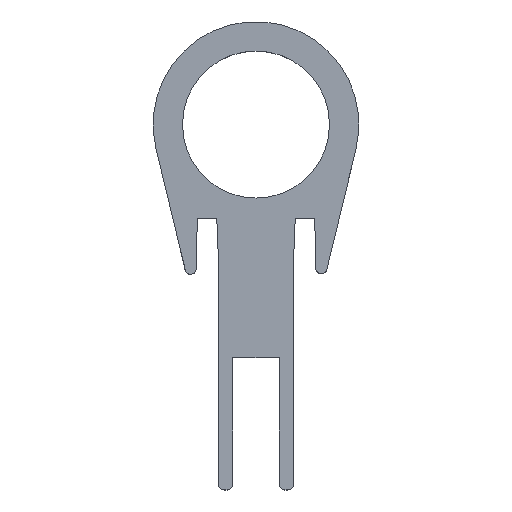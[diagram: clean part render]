
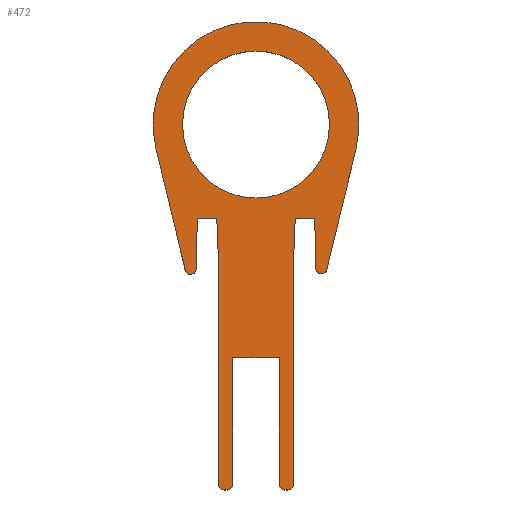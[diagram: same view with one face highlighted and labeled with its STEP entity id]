
A CAD part, top view. The second image highlights one B-rep face of the part: STEP entity #472.
In plain terms, the highlighted planar face has unit normal (0, 0, 1).
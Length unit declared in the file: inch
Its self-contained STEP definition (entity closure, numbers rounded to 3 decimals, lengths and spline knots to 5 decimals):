
#15=FACE_BOUND('',#74,.T.);
#18=CIRCLE('',#504,0.015);
#20=CIRCLE('',#508,0.015);
#21=CIRCLE('',#509,0.27559);
#22=CIRCLE('',#510,0.015);
#23=CIRCLE('',#511,0.015);
#24=CIRCLE('',#512,0.015);
#25=CIRCLE('',#513,0.015);
#26=CIRCLE('',#514,0.19685);
#48=FACE_OUTER_BOUND('',#73,.T.);
#73=EDGE_LOOP('',(#337,#338,#339,#340,#341,#342,#343,#344,#345,#346,#347,
#348,#349,#350,#351,#352,#353,#354,#355,#356,#357,#358));
#74=EDGE_LOOP('',(#359));
#97=LINE('',#684,#149);
#101=LINE('',#691,#153);
#104=LINE('',#699,#156);
#108=LINE('',#706,#160);
#111=LINE('',#718,#163);
#114=LINE('',#723,#166);
#115=LINE('',#725,#167);
#116=LINE('',#729,#168);
#117=LINE('',#733,#169);
#118=LINE('',#737,#170);
#119=LINE('',#738,#171);
#120=LINE('',#742,#172);
#121=LINE('',#746,#173);
#122=LINE('',#748,#174);
#123=LINE('',#750,#175);
#149=VECTOR('',#546,0.3937);
#153=VECTOR('',#552,0.3937);
#156=VECTOR('',#557,0.3937);
#160=VECTOR('',#563,0.3937);
#163=VECTOR('',#574,0.3937);
#166=VECTOR('',#579,0.3937);
#167=VECTOR('',#580,0.3937);
#168=VECTOR('',#583,0.3937);
#169=VECTOR('',#586,0.3937);
#170=VECTOR('',#589,0.3937);
#171=VECTOR('',#590,0.3937);
#172=VECTOR('',#593,0.3937);
#173=VECTOR('',#596,0.3937);
#174=VECTOR('',#597,0.3937);
#175=VECTOR('',#598,0.3937);
#201=VERTEX_POINT('',#681);
#202=VERTEX_POINT('',#683);
#204=VERTEX_POINT('',#689);
#207=VERTEX_POINT('',#696);
#208=VERTEX_POINT('',#698);
#210=VERTEX_POINT('',#704);
#211=VERTEX_POINT('',#708);
#212=VERTEX_POINT('',#709);
#215=VERTEX_POINT('',#717);
#217=VERTEX_POINT('',#724);
#218=VERTEX_POINT('',#726);
#219=VERTEX_POINT('',#728);
#220=VERTEX_POINT('',#730);
#221=VERTEX_POINT('',#732);
#222=VERTEX_POINT('',#734);
#223=VERTEX_POINT('',#736);
#224=VERTEX_POINT('',#739);
#225=VERTEX_POINT('',#741);
#226=VERTEX_POINT('',#743);
#227=VERTEX_POINT('',#745);
#228=VERTEX_POINT('',#747);
#229=VERTEX_POINT('',#749);
#230=VERTEX_POINT('',#752);
#247=EDGE_CURVE('',#201,#202,#97,.T.);
#251=EDGE_CURVE('',#204,#201,#101,.T.);
#254=EDGE_CURVE('',#207,#208,#104,.T.);
#258=EDGE_CURVE('',#210,#207,#108,.T.);
#259=EDGE_CURVE('',#211,#212,#18,.T.);
#263=EDGE_CURVE('',#212,#215,#111,.T.);
#266=EDGE_CURVE('',#202,#211,#114,.T.);
#267=EDGE_CURVE('',#217,#204,#115,.T.);
#268=EDGE_CURVE('',#218,#217,#20,.T.);
#269=EDGE_CURVE('',#219,#218,#116,.T.);
#270=EDGE_CURVE('',#220,#219,#21,.T.);
#271=EDGE_CURVE('',#221,#220,#117,.T.);
#272=EDGE_CURVE('',#222,#221,#22,.T.);
#273=EDGE_CURVE('',#223,#222,#118,.T.);
#274=EDGE_CURVE('',#208,#223,#119,.T.);
#275=EDGE_CURVE('',#224,#210,#23,.T.);
#276=EDGE_CURVE('',#225,#224,#120,.T.);
#277=EDGE_CURVE('',#226,#225,#24,.T.);
#278=EDGE_CURVE('',#226,#227,#121,.T.);
#279=EDGE_CURVE('',#227,#228,#122,.T.);
#280=EDGE_CURVE('',#228,#229,#123,.T.);
#281=EDGE_CURVE('',#215,#229,#25,.T.);
#282=EDGE_CURVE('',#230,#230,#26,.T.);
#337=ORIENTED_EDGE('',*,*,#259,.F.);
#338=ORIENTED_EDGE('',*,*,#266,.F.);
#339=ORIENTED_EDGE('',*,*,#247,.F.);
#340=ORIENTED_EDGE('',*,*,#251,.F.);
#341=ORIENTED_EDGE('',*,*,#267,.F.);
#342=ORIENTED_EDGE('',*,*,#268,.F.);
#343=ORIENTED_EDGE('',*,*,#269,.F.);
#344=ORIENTED_EDGE('',*,*,#270,.F.);
#345=ORIENTED_EDGE('',*,*,#271,.F.);
#346=ORIENTED_EDGE('',*,*,#272,.F.);
#347=ORIENTED_EDGE('',*,*,#273,.F.);
#348=ORIENTED_EDGE('',*,*,#274,.F.);
#349=ORIENTED_EDGE('',*,*,#254,.F.);
#350=ORIENTED_EDGE('',*,*,#258,.F.);
#351=ORIENTED_EDGE('',*,*,#275,.F.);
#352=ORIENTED_EDGE('',*,*,#276,.F.);
#353=ORIENTED_EDGE('',*,*,#277,.F.);
#354=ORIENTED_EDGE('',*,*,#278,.T.);
#355=ORIENTED_EDGE('',*,*,#279,.T.);
#356=ORIENTED_EDGE('',*,*,#280,.T.);
#357=ORIENTED_EDGE('',*,*,#281,.F.);
#358=ORIENTED_EDGE('',*,*,#263,.F.);
#359=ORIENTED_EDGE('',*,*,#282,.T.);
#454=PLANE('',#507);
#472=ADVANCED_FACE('',(#48,#15),#454,.T.);
#504=AXIS2_PLACEMENT_3D('',#710,#566,#567);
#507=AXIS2_PLACEMENT_3D('',#722,#577,#578);
#508=AXIS2_PLACEMENT_3D('',#727,#581,#582);
#509=AXIS2_PLACEMENT_3D('',#731,#584,#585);
#510=AXIS2_PLACEMENT_3D('',#735,#587,#588);
#511=AXIS2_PLACEMENT_3D('',#740,#591,#592);
#512=AXIS2_PLACEMENT_3D('',#744,#594,#595);
#513=AXIS2_PLACEMENT_3D('',#751,#599,#600);
#514=AXIS2_PLACEMENT_3D('',#753,#601,#602);
#546=DIRECTION('',(-0.04,-0.999,0.));
#552=DIRECTION('',(-1.,-0.005,0.));
#557=DIRECTION('',(-0.04,0.999,0.));
#563=DIRECTION('',(0.,1.,0.));
#566=DIRECTION('center_axis',(0.,0.,-1.));
#567=DIRECTION('ref_axis',(0.707,-0.707,0.));
#574=DIRECTION('',(-1.,0.,0.));
#577=DIRECTION('center_axis',(0.,0.,1.));
#578=DIRECTION('ref_axis',(1.,0.,0.));
#579=DIRECTION('',(0.,-1.,0.));
#580=DIRECTION('',(-0.02,1.,0.));
#581=DIRECTION('center_axis',(0.,0.,-1.));
#582=DIRECTION('ref_axis',(-0.109,-0.994,0.));
#583=DIRECTION('',(-0.236,-0.972,0.));
#584=DIRECTION('center_axis',(0.,0.,-1.));
#585=DIRECTION('ref_axis',(0.972,-0.236,0.));
#586=DIRECTION('',(-0.235,0.972,0.));
#587=DIRECTION('center_axis',(0.,0.,-1.));
#588=DIRECTION('ref_axis',(0.108,-0.994,0.));
#589=DIRECTION('',(-0.02,-1.,0.));
#590=DIRECTION('',(-1.,-0.005,0.));
#591=DIRECTION('center_axis',(0.,0.,-1.));
#592=DIRECTION('ref_axis',(-0.707,-0.707,0.));
#593=DIRECTION('',(-1.,0.,0.));
#594=DIRECTION('center_axis',(0.,0.,-1.));
#595=DIRECTION('ref_axis',(0.707,-0.707,0.));
#596=DIRECTION('',(0.,1.,0.));
#597=DIRECTION('',(1.,0.,0.));
#598=DIRECTION('',(0.,-1.,0.));
#599=DIRECTION('center_axis',(0.,0.,-1.));
#600=DIRECTION('ref_axis',(-0.707,-0.707,0.));
#601=DIRECTION('center_axis',(0.,0.,-1.));
#602=DIRECTION('ref_axis',(-1.,0.,0.));
#681=CARTESIAN_POINT('',(0.105,0.40502,0.125));
#683=CARTESIAN_POINT('',(0.1,0.28,0.125));
#684=CARTESIAN_POINT('',(0.1018,0.32491,0.125));
#689=CARTESIAN_POINT('',(0.15726,0.40531,0.125));
#691=CARTESIAN_POINT('',(0.1,0.405,0.125));
#696=CARTESIAN_POINT('',(-0.1,0.2789,0.125));
#698=CARTESIAN_POINT('',(-0.105,0.40387,0.125));
#699=CARTESIAN_POINT('',(-0.10182,0.32435,0.125));
#704=CARTESIAN_POINT('',(-0.1,-0.30744,0.125));
#706=CARTESIAN_POINT('',(-0.1,0.4039,0.125));
#708=CARTESIAN_POINT('',(0.1,-0.30744,0.125));
#709=CARTESIAN_POINT('',(0.085,-0.32244,0.125));
#710=CARTESIAN_POINT('Origin',(0.085,-0.30744,0.125));
#717=CARTESIAN_POINT('',(0.0775,-0.32244,0.125));
#718=CARTESIAN_POINT('',(-0.1,-0.32244,0.125));
#722=CARTESIAN_POINT('Origin',(-0.00007,0.31136,0.125));
#723=CARTESIAN_POINT('',(0.1,-0.32244,0.125));
#724=CARTESIAN_POINT('',(0.15995,0.271,0.125));
#725=CARTESIAN_POINT('',(0.15726,0.40531,0.125));
#726=CARTESIAN_POINT('',(0.18952,0.26777,0.125));
#727=CARTESIAN_POINT('Origin',(0.17494,0.2713,0.125));
#728=CARTESIAN_POINT('',(0.26783,0.59075,0.125));
#729=CARTESIAN_POINT('',(0.16226,0.15533,0.125));
#730=CARTESIAN_POINT('',(-0.26789,0.591,0.125));
#731=CARTESIAN_POINT('Origin',(0.,0.65569,0.125));
#732=CARTESIAN_POINT('',(-0.18952,0.26643,0.125));
#733=CARTESIAN_POINT('',(-0.26789,0.591,0.125));
#734=CARTESIAN_POINT('',(-0.15994,0.26965,0.125));
#735=CARTESIAN_POINT('Origin',(-0.17494,0.26995,0.125));
#736=CARTESIAN_POINT('',(-0.15726,0.40359,0.125));
#737=CARTESIAN_POINT('',(-0.16226,0.15356,0.125));
#738=CARTESIAN_POINT('',(-0.15726,0.40359,0.125));
#739=CARTESIAN_POINT('',(-0.085,-0.32244,0.125));
#740=CARTESIAN_POINT('Origin',(-0.085,-0.30744,0.125));
#741=CARTESIAN_POINT('',(-0.0775,-0.32244,0.125));
#742=CARTESIAN_POINT('',(-0.1,-0.32244,0.125));
#743=CARTESIAN_POINT('',(-0.0625,-0.30744,0.125));
#744=CARTESIAN_POINT('Origin',(-0.0775,-0.30744,0.125));
#745=CARTESIAN_POINT('',(-0.0625,0.03189,0.125));
#746=CARTESIAN_POINT('',(-0.0625,0.17162,0.125));
#747=CARTESIAN_POINT('',(0.0625,0.03189,0.125));
#748=CARTESIAN_POINT('',(0.03122,0.03189,0.125));
#749=CARTESIAN_POINT('',(0.0625,-0.30744,0.125));
#750=CARTESIAN_POINT('',(0.0625,-0.18271,0.125));
#751=CARTESIAN_POINT('Origin',(0.0775,-0.30744,0.125));
#752=CARTESIAN_POINT('',(0.19685,0.65569,0.125));
#753=CARTESIAN_POINT('Origin',(0.,0.65569,0.125));
